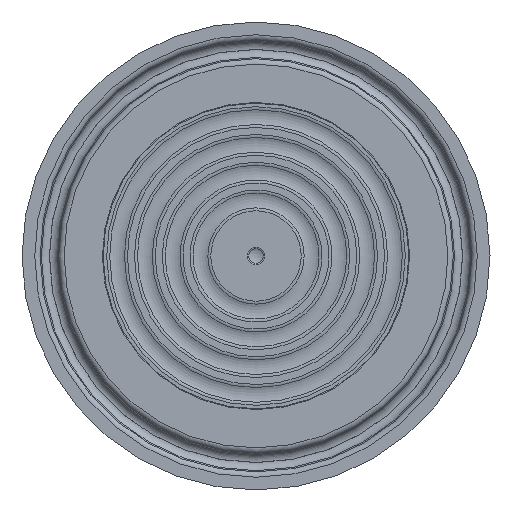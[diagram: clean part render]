
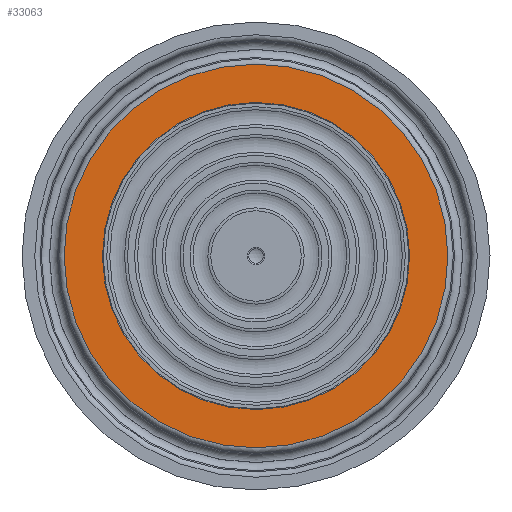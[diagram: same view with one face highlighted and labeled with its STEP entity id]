
A CAD part, left-side view. The second image highlights one B-rep face of the part: STEP entity #33063.
In plain terms, the highlighted planar face has unit normal (-1, 0, 0).
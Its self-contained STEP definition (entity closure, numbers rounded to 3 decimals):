
#824=FACE_BOUND('',#5532,.T.);
#1858=PLANE('',#35317);
#3608=FACE_OUTER_BOUND('',#5531,.T.);
#5531=EDGE_LOOP('',(#30898));
#5532=EDGE_LOOP('',(#30899));
#6253=CIRCLE('',#35314,21.);
#6255=CIRCLE('',#35318,26.242);
#16497=VERTEX_POINT('',#93586);
#16499=VERTEX_POINT('',#93593);
#21308=EDGE_CURVE('',#16497,#16497,#6253,.T.);
#21311=EDGE_CURVE('',#16499,#16499,#6255,.T.);
#30898=ORIENTED_EDGE('',*,*,#21311,.F.);
#30899=ORIENTED_EDGE('',*,*,#21308,.T.);
#33063=ADVANCED_FACE('',(#3608,#824),#1858,.T.);
#35314=AXIS2_PLACEMENT_3D('',#93587,#42700,#42701);
#35317=AXIS2_PLACEMENT_3D('',#93592,#42707,#42708);
#35318=AXIS2_PLACEMENT_3D('',#93594,#42709,#42710);
#42700=DIRECTION('center_axis',(1.,0.,0.));
#42701=DIRECTION('ref_axis',(0.,1.,0.));
#42707=DIRECTION('center_axis',(-1.,0.,0.));
#42708=DIRECTION('ref_axis',(0.,0.,1.));
#42709=DIRECTION('center_axis',(1.,0.,0.));
#42710=DIRECTION('ref_axis',(0.,0.,-1.));
#93586=CARTESIAN_POINT('',(0.,-21.,0.));
#93587=CARTESIAN_POINT('Origin',(0.,0.,
0.));
#93592=CARTESIAN_POINT('Origin',(0.,26.242,
0.));
#93593=CARTESIAN_POINT('',(0.,0.,
26.242));
#93594=CARTESIAN_POINT('Origin',(0.,0.,
0.));
